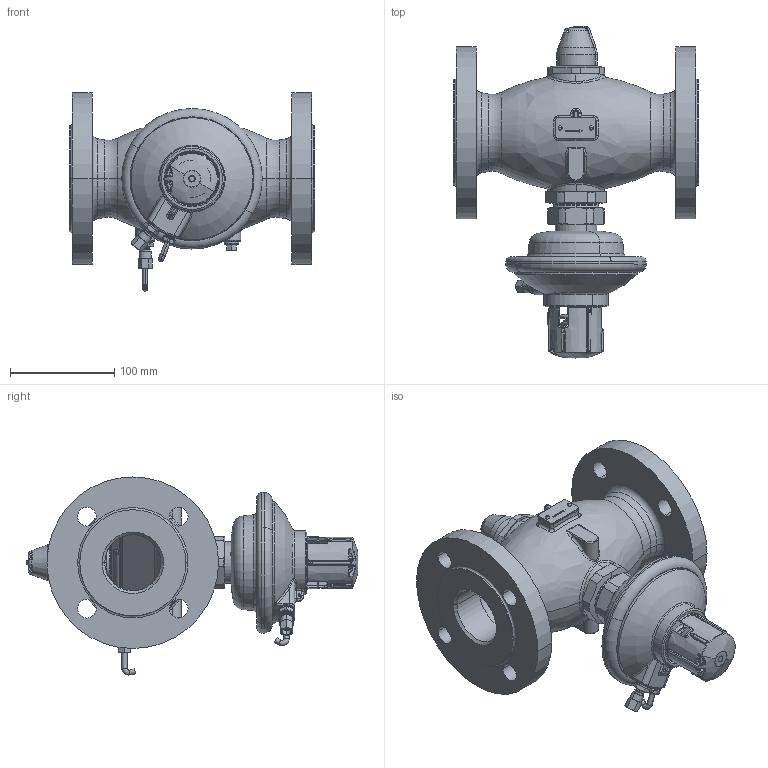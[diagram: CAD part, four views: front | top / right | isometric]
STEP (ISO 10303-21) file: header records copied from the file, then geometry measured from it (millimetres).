
FILE_DESCRIPTION((''),'2;1');
FILE_NAME('003H6565','2015-03-10T',('u317927'),('Danfoss'),'PRO/ENGINEER BY PARAMETRIC TECHNOLOGY CORPORATION, 2014000','PRO/ENGINEER BY PARAMETRIC TECHNOLOGY CORPORATION, 2014000','');
FILE_SCHEMA(('CONFIG_CONTROL_DESIGN'));
Products named in the file (1): 003H6565
Bounding box: 236 x 319.16 x 190.5 mm (x, y, z)
Volume: 1718991.3 mm3; surface area: 397840.6 mm2
Topology: 3 solids, 4 shells, 1879 faces, 4544 edges, 2763 vertices
Faces by surface type: plane 551, cylinder 480, cone 320, torus 262, bspline 242, sphere 20, revolution 4
Entity records: 92024 total; most frequent: CARTESIAN_POINT 50128, ORIENTED_EDGE 9060, DIRECTION 8426, EDGE_CURVE 4530, AXIS2_PLACEMENT_3D 3565, VERTEX_POINT 2763, EDGE_LOOP 2065, CIRCLE 1931
